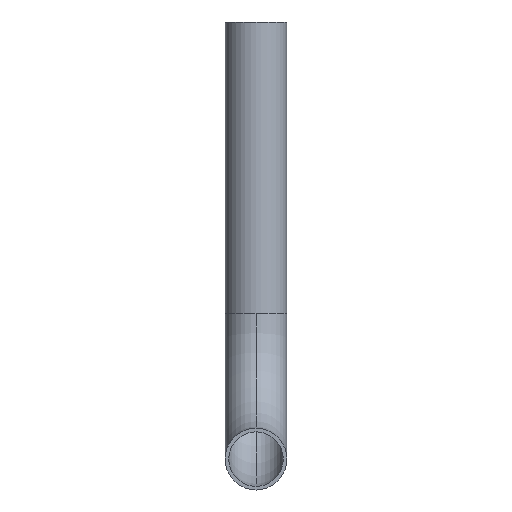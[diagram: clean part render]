
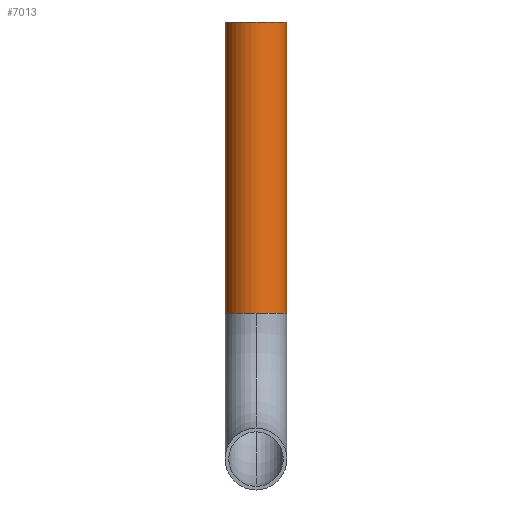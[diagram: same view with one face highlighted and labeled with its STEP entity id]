
A CAD part, front view. The second image highlights one B-rep face of the part: STEP entity #7013.
In plain terms, the highlighted cylindrical face has radius 21.2 mm (diameter 42.4 mm), a partial arc.
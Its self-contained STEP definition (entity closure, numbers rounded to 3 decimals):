
#251 = EDGE_CURVE ( 'NONE', #9085, #3327, #5562, .T. ) ;
#371 = ORIENTED_EDGE ( 'NONE', *, *, #2692, .F. ) ;
#541 = CYLINDRICAL_SURFACE ( 'NONE', #7278, 21.2 ) ;
#610 = CARTESIAN_POINT ( 'NONE',  ( 21.2, 300., 300. ) ) ;
#698 = ORIENTED_EDGE ( 'NONE', *, *, #1927, .F. ) ;
#780 = LINE ( 'NONE', #5586, #7733 ) ;
#801 = LINE ( 'NONE', #5171, #4382 ) ;
#817 = CARTESIAN_POINT ( 'NONE',  ( -21.2, 300., 300. ) ) ;
#1046 = DIRECTION ( 'NONE',  ( 0., 0., 1. ) ) ;
#1176 = DIRECTION ( 'NONE',  ( 0., 0., 1. ) ) ;
#1477 = CARTESIAN_POINT ( 'NONE',  ( 0., 300., 100. ) ) ;
#1927 = EDGE_CURVE ( 'NONE', #8553, #2097, #4244, .T. ) ;
#1997 = CARTESIAN_POINT ( 'NONE',  ( -21.2, 300., 100. ) ) ;
#2053 = CARTESIAN_POINT ( 'NONE',  ( 21.2, 300., 100. ) ) ;
#2097 = VERTEX_POINT ( 'NONE', #610 ) ;
#2256 = CARTESIAN_POINT ( 'NONE',  ( 0., 300., 100. ) ) ;
#2315 = DIRECTION ( 'NONE',  ( 0., -1., 0. ) ) ;
#2430 = DIRECTION ( 'NONE',  ( 0., 0., 1. ) ) ;
#2692 = EDGE_CURVE ( 'NONE', #9085, #8553, #801, .T. ) ;
#3048 = AXIS2_PLACEMENT_3D ( 'NONE', #1477, #2430, #2315 ) ;
#3050 = DIRECTION ( 'NONE',  ( 0., -1., 0. ) ) ;
#3310 = AXIS2_PLACEMENT_3D ( 'NONE', #4284, #4196, #11451 ) ;
#3327 = VERTEX_POINT ( 'NONE', #10480 ) ;
#3809 = ORIENTED_EDGE ( 'NONE', *, *, #251, .T. ) ;
#4196 = DIRECTION ( 'NONE',  ( 0., 0., 1. ) ) ;
#4244 = CIRCLE ( 'NONE', #3310, 21.2 ) ;
#4284 = CARTESIAN_POINT ( 'NONE',  ( 0., 300., 300. ) ) ;
#4382 = VECTOR ( 'NONE', #8657, 1000. ) ;
#4506 = CIRCLE ( 'NONE', #3048, 21.2 ) ;
#4689 = ORIENTED_EDGE ( 'NONE', *, *, #8773, .T. ) ;
#4715 = ORIENTED_EDGE ( 'NONE', *, *, #11575, .T. ) ;
#5003 = DIRECTION ( 'NONE',  ( 0., 0., 1. ) ) ;
#5171 = CARTESIAN_POINT ( 'NONE',  ( -21.2, 300., 100. ) ) ;
#5562 = CIRCLE ( 'NONE', #9182, 21.2 ) ;
#5586 = CARTESIAN_POINT ( 'NONE',  ( 21.2, 300., 100. ) ) ;
#7013 = ADVANCED_FACE ( 'NONE', ( #7088 ), #541, .T. ) ;
#7088 = FACE_OUTER_BOUND ( 'NONE', #10398, .T. ) ;
#7278 = AXIS2_PLACEMENT_3D ( 'NONE', #2256, #5003, #7727 ) ;
#7727 = DIRECTION ( 'NONE',  ( 1., 0., 0. ) ) ;
#7733 = VECTOR ( 'NONE', #1046, 1000. ) ;
#8553 = VERTEX_POINT ( 'NONE', #817 ) ;
#8657 = DIRECTION ( 'NONE',  ( 0., 0., 1. ) ) ;
#8773 = EDGE_CURVE ( 'NONE', #3327, #9289, #4506, .T. ) ;
#9085 = VERTEX_POINT ( 'NONE', #1997 ) ;
#9182 = AXIS2_PLACEMENT_3D ( 'NONE', #9282, #1176, #3050 ) ;
#9282 = CARTESIAN_POINT ( 'NONE',  ( 0., 300., 100. ) ) ;
#9289 = VERTEX_POINT ( 'NONE', #2053 ) ;
#10398 = EDGE_LOOP ( 'NONE', ( #371, #3809, #4689, #4715, #698 ) ) ;
#10480 = CARTESIAN_POINT ( 'NONE',  ( 0., 278.8, 100. ) ) ;
#11451 = DIRECTION ( 'NONE',  ( 0., -1., 0. ) ) ;
#11575 = EDGE_CURVE ( 'NONE', #9289, #2097, #780, .T. ) ;
